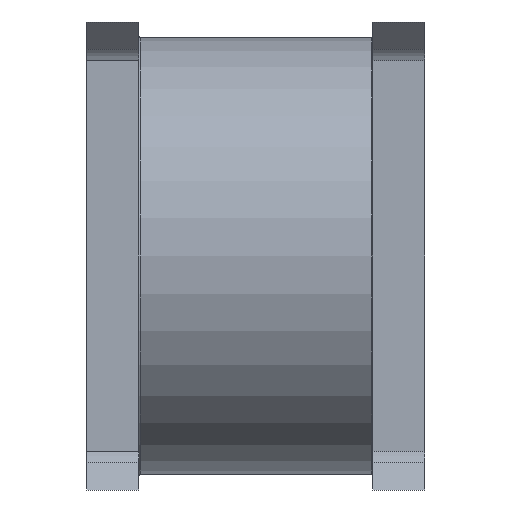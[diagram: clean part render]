
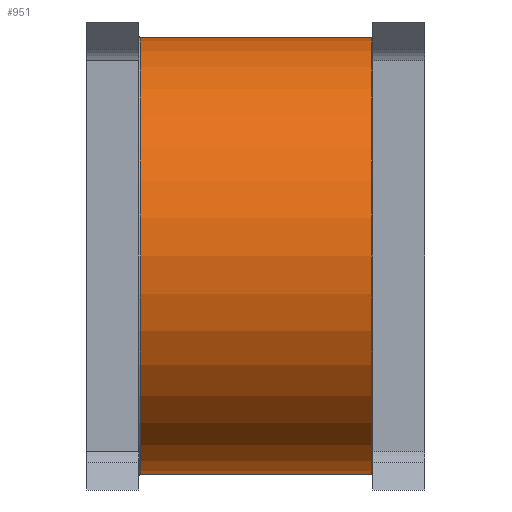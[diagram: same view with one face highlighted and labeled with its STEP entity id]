
A CAD part, left-side view. The second image highlights one B-rep face of the part: STEP entity #951.
In plain terms, the highlighted cylindrical face has radius 42 mm (diameter 84 mm), a partial arc.
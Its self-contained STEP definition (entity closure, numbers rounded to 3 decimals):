
#54 = LINE ( 'NONE', #748, #163 ) ;
#59 = CARTESIAN_POINT ( 'NONE',  ( 0., 22.3, -42. ) ) ;
#141 = DIRECTION ( 'NONE',  ( 0., 0., 1. ) ) ;
#163 = VECTOR ( 'NONE', #593, 1000. ) ;
#193 = ORIENTED_EDGE ( 'NONE', *, *, #306, .F. ) ;
#247 = VERTEX_POINT ( 'NONE', #269 ) ;
#269 = CARTESIAN_POINT ( 'NONE',  ( 0., -22.3, 42. ) ) ;
#298 = CARTESIAN_POINT ( 'NONE',  ( 0., 0., 0. ) ) ;
#306 = EDGE_CURVE ( 'NONE', #999, #247, #54, .T. ) ;
#310 = AXIS2_PLACEMENT_3D ( 'NONE', #969, #496, #1078 ) ;
#383 = EDGE_CURVE ( 'NONE', #247, #660, #1587, .T. ) ;
#489 = EDGE_LOOP ( 'NONE', ( #1319, #610, #902, #193 ) ) ;
#496 = DIRECTION ( 'NONE',  ( 0., -1., 0. ) ) ;
#553 = CARTESIAN_POINT ( 'NONE',  ( 0., 0., -42. ) ) ;
#593 = DIRECTION ( 'NONE',  ( 0., -1., 0. ) ) ;
#610 = ORIENTED_EDGE ( 'NONE', *, *, #1605, .T. ) ;
#633 = VERTEX_POINT ( 'NONE', #59 ) ;
#648 = CARTESIAN_POINT ( 'NONE',  ( 0., -22.3, -42. ) ) ;
#660 = VERTEX_POINT ( 'NONE', #648 ) ;
#748 = CARTESIAN_POINT ( 'NONE',  ( 0., 0., 42. ) ) ;
#874 = DIRECTION ( 'NONE',  ( 0., -1., 0. ) ) ;
#902 = ORIENTED_EDGE ( 'NONE', *, *, #383, .F. ) ;
#918 = AXIS2_PLACEMENT_3D ( 'NONE', #950, #1493, #1744 ) ;
#950 = CARTESIAN_POINT ( 'NONE',  ( 0., 22.3, 0. ) ) ;
#951 = ADVANCED_FACE ( 'NONE', ( #1575 ), #1550, .T. ) ;
#969 = CARTESIAN_POINT ( 'NONE',  ( 0., -22.3, 0. ) ) ;
#999 = VERTEX_POINT ( 'NONE', #1054 ) ;
#1054 = CARTESIAN_POINT ( 'NONE',  ( 0., 22.3, 42. ) ) ;
#1078 = DIRECTION ( 'NONE',  ( 0., 0., -1. ) ) ;
#1126 = DIRECTION ( 'NONE',  ( 0., -1., 0. ) ) ;
#1127 = VECTOR ( 'NONE', #1126, 1000. ) ;
#1319 = ORIENTED_EDGE ( 'NONE', *, *, #1407, .F. ) ;
#1407 = EDGE_CURVE ( 'NONE', #633, #999, #1711, .T. ) ;
#1493 = DIRECTION ( 'NONE',  ( 0., 1., 0. ) ) ;
#1550 = CYLINDRICAL_SURFACE ( 'NONE', #1706, 42. ) ;
#1575 = FACE_OUTER_BOUND ( 'NONE', #489, .T. ) ;
#1587 = CIRCLE ( 'NONE', #310, 42. ) ;
#1605 = EDGE_CURVE ( 'NONE', #633, #660, #1847, .T. ) ;
#1706 = AXIS2_PLACEMENT_3D ( 'NONE', #298, #874, #141 ) ;
#1711 = CIRCLE ( 'NONE', #918, 42. ) ;
#1744 = DIRECTION ( 'NONE',  ( 0., 0., -1. ) ) ;
#1847 = LINE ( 'NONE', #553, #1127 ) ;
